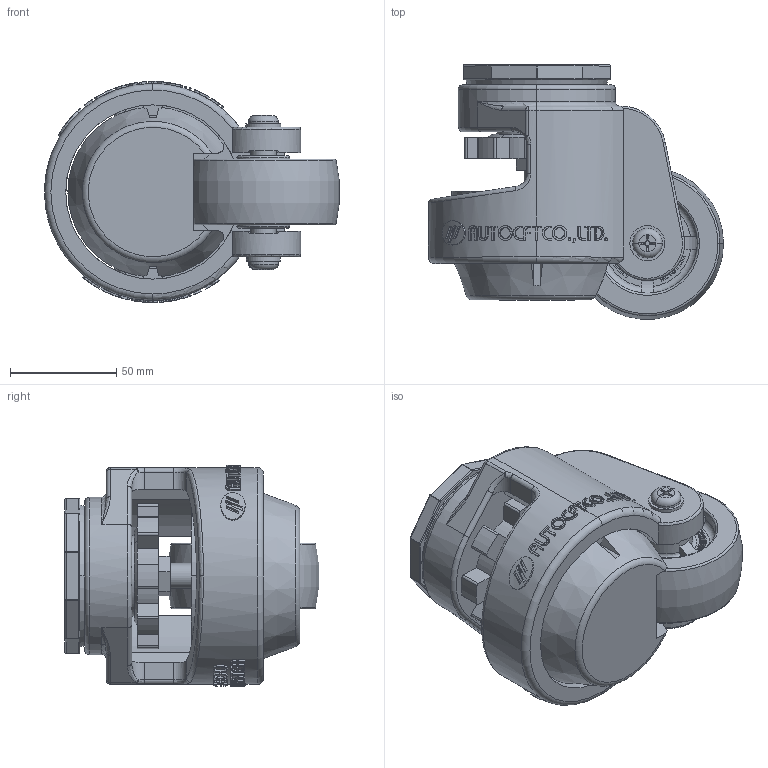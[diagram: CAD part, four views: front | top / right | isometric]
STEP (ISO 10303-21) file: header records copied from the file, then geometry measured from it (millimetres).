
FILE_DESCRIPTION (( 'STEP AP203' ), '1' );
FILE_NAME ('AC-1000S ASSY.STEP', '2015-07-08T06:25:57', ( 'WON SINCHUL' ), ( 'Hewlett-Packard Company' ), 'SwSTEP 2.0', 'SolidWorks 2015', '' );
FILE_SCHEMA (( 'CONFIG_CONTROL_DESIGN' ));
Products named in the file (1): AC-1000S ASSY
Bounding box: 138.79 x 119.54 x 104 mm (x, y, z)
Volume: 625570.8 mm3; surface area: 153070.1 mm2
Topology: 30 solids, 30 shells, 1645 faces, 4423 edges, 2904 vertices
Faces by surface type: plane 745, bspline 446, cylinder 294, sphere 64, torus 63, cone 33
Entity records: 89805 total; most frequent: CARTESIAN_POINT 52378, ORIENTED_EDGE 8622, DIRECTION 6280, EDGE_CURVE 4311, VERTEX_POINT 2840, AXIS2_PLACEMENT_3D 2167, VECTOR 1946, LINE 1946
